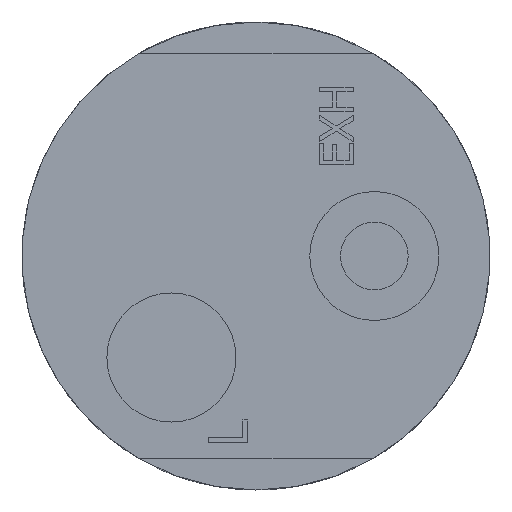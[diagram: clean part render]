
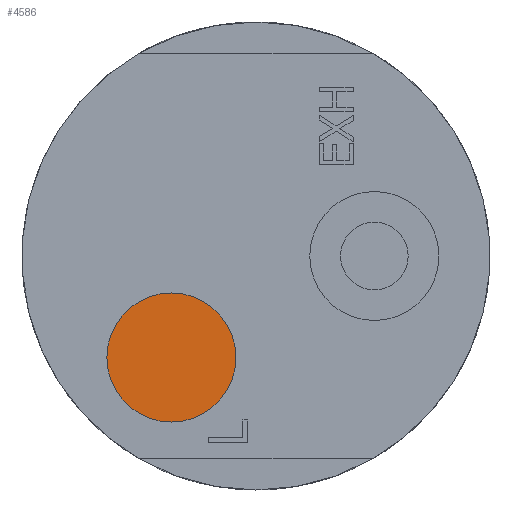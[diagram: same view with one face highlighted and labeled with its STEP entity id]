
A CAD part, left-side view. The second image highlights one B-rep face of the part: STEP entity #4586.
In plain terms, the highlighted planar face has unit normal (-1, 0, 0).
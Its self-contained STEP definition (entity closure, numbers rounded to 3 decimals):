
#1195=FACE_OUTER_BOUND($,#1433,.T.);
#1433=EDGE_LOOP($,(#3083));
#1723=CIRCLE($,#4849,5.723);
#1953=VERTEX_POINT($,#6620);
#2401=EDGE_CURVE($,#1953,#1953,#1723,.T.);
#3083=ORIENTED_EDGE($,*,*,#2401,.F.);
#4423=PLANE($,#4848);
#4586=ADVANCED_FACE($,(#1195),#4423,.T.);
#4848=AXIS2_PLACEMENT_3D($,#6619,#5352,#5353);
#4849=AXIS2_PLACEMENT_3D($,#6621,#5354,#5355);
#5352=DIRECTION('center_axis',(-1.,0.,0.));
#5353=DIRECTION('ref_axis',(0.,0.,1.));
#5354=DIRECTION('center_axis',(1.,0.,0.));
#5355=DIRECTION('ref_axis',(0.,0.,1.));
#6619=CARTESIAN_POINT('Origin',(-16.53,0.,0.));
#6620=CARTESIAN_POINT('',(-16.53,7.5,-14.723));
#6621=CARTESIAN_POINT('Origin',(-16.53,7.5,-9.));
